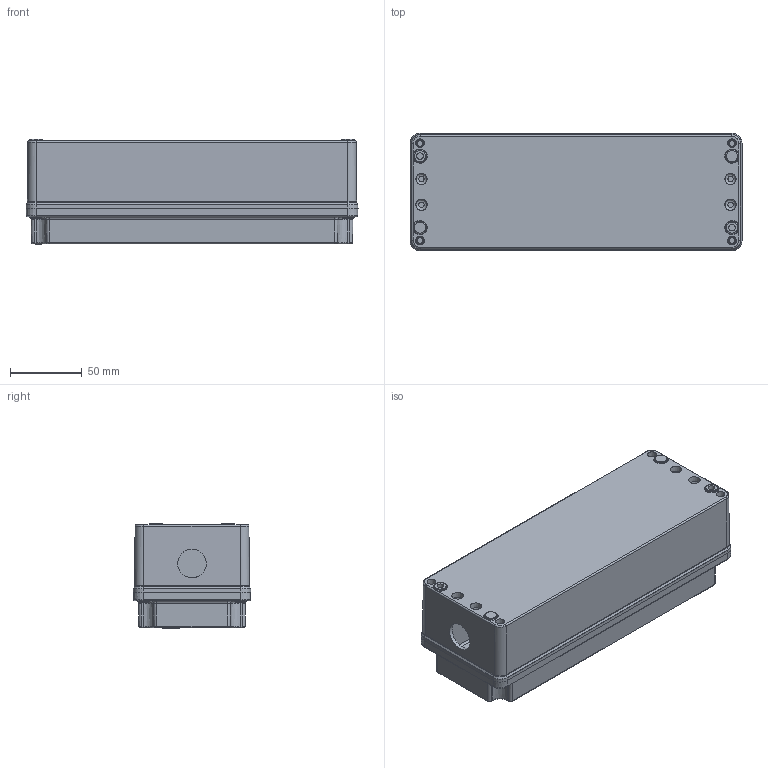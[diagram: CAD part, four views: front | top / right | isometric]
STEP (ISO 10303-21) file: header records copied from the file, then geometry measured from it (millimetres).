
FILE_DESCRIPTION(/* description */ (''),/* implementation_level */ '2;1');
FILE_NAME(/* name */ '402630-CENTIKLI.stp',/* time_stamp */ '2016-10-10T17:30:22+03:00',/* author */ (''),/* organization */ (''),/* preprocessor_version */ 'ST-DEVELOPER v14',/* originating_system */ 'SIEMENS PLM Software NX 8.0',/* authorisation */ '');
FILE_SCHEMA (('AP203_CONFIGURATION_CONTROLLED_3D_DESIGN_OF_MECHANICAL_PARTS_AND_ASSEMBLIES_MIM_LF { 1 0 10303 403 2 1 2}'));
Length unit declared in the file: millimetre
Products named in the file (1): mtas0F44AFA9tgc2
Bounding box: 232 x 82 x 73.5 mm (x, y, z)
Volume: 229333.3 mm3; surface area: 165095.9 mm2
Topology: 7 solids, 7 shells, 1130 faces, 2681 edges, 1571 vertices
Faces by surface type: cylinder 326, plane 272, bspline 201, cone 134, torus 131, sphere 42, extrusion 24
Full cylindrical faces by diameter (mm): 3 x1, 3.5 x1, 3.838 x1, 4 x4, 4.351 x4, 5 x4, 6 x4, 8 x1, 20 x1
Entity records: 40983 total; most frequent: CARTESIAN_POINT 11481, DIRECTION 5169, ORIENTED_EDGE 4922, EDGE_CURVE 2461, AXIS2_PLACEMENT_3D 2105, VERTEX_POINT 1505, EDGE_LOOP 1322, ADVANCED_FACE 1130
